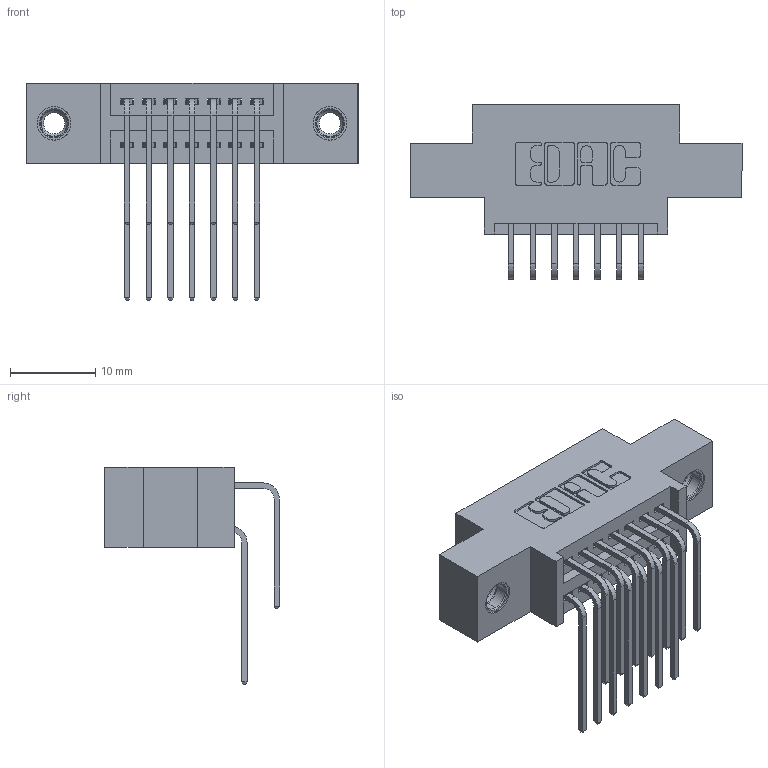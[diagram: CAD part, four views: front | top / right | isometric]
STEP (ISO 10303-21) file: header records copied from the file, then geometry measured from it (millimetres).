
FILE_DESCRIPTION (( 'STEP AP203' ), '1' );
FILE_NAME ('395-014-559-807.STEP', '2019-10-15T17:02:39', ( '' ), ( '' ), 'SwSTEP 2.0', 'SolidWorks 2016', '' );
FILE_SCHEMA (( 'CONFIG_CONTROL_DESIGN' ));
Length unit declared in the file: inch
Products named in the file (5): 345 Part_0.170 Offset - 0.156 Dia-TI; 345-292-001_558 559 Tail - 1; 345-292-001_559 Tail - 2; 345-250-001_345-250-005-103; 395-014-559-807
Assembly tree (17 placements, depth 2):
  395-014-559-807
    345 Part_0.170 Offset - 0.156 Dia-TI
    345-292-001_558 559 Tail - 1  x7
    345-292-001_559 Tail - 2  x7
    345-250-001_345-250-005-103  x2
Bounding box: 38.99 x 20.56 x 25.53 mm (x, y, z)
Volume: 3416.4 mm3; surface area: 4923.3 mm2
Topology: 17 solids, 17 shells, 918 faces, 2659 edges, 1746 vertices
Faces by surface type: plane 606, cylinder 296, cone 12, torus 4
Entity records: 13174 total; most frequent: CARTESIAN_POINT 2270, ORIENTED_EDGE 2146, DIRECTION 2043, EDGE_CURVE 1073, VECTOR 853, LINE 853, VERTEX_POINT 708, AXIS2_PLACEMENT_3D 595
